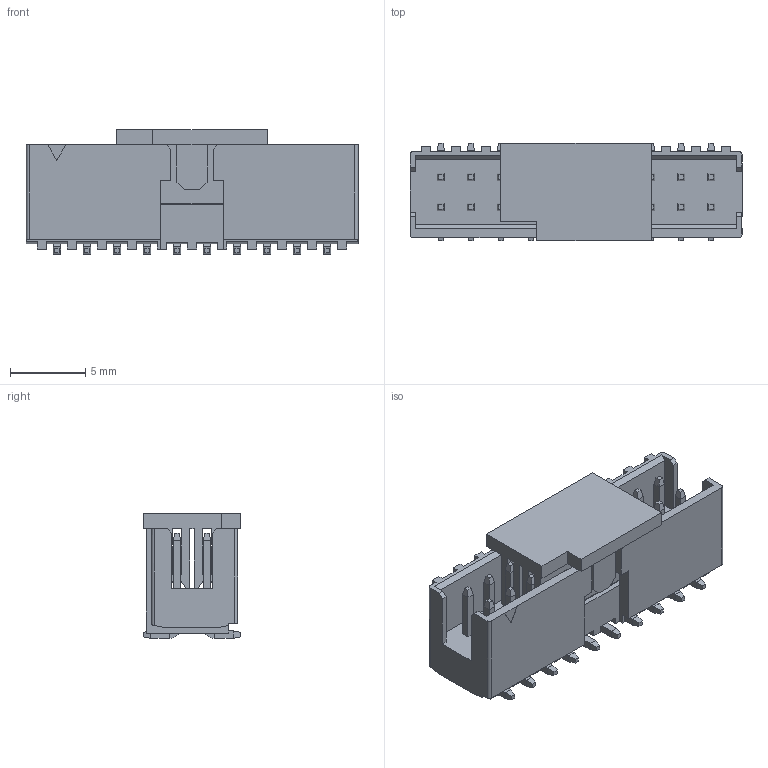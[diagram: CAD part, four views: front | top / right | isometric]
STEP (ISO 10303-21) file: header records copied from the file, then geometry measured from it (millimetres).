
FILE_DESCRIPTION( ('This file contains a STEP AP42 implementation' ,'as created by ZW3D STEP Interface translator.') ,'2;1' );
FILE_NAME( '3122-XXMXXBK00X2.stp' ,'2312 7. 837 6', (''), ('ZWCAD Software Co.'), 'Version 1.0', 'ZW3D to STEP translator', '' );
FILE_SCHEMA(('AUTOMOTIVE_DESIGN { 1 0 10303 214 1 1 1 1 }'));
Length unit declared in the file: millimetre
Products named in the file (1): 0
Bounding box: 22.1 x 6.5 x 8.3 mm (x, y, z)
Volume: 639.3 mm3; surface area: 1600.7 mm2
Topology: 2 solids, 2 shells, 773 faces, 1812 edges, 1084 vertices
Faces by surface type: plane 710, cylinder 60, bspline 3
Entity records: 22283 total; most frequent: CARTESIAN_POINT 4411, ORIENTED_EDGE 3624, DIRECTION 3228, EDGE_CURVE 1812, VECTOR 1450, LINE 1450, VERTEX_POINT 1084, AXIS2_PLACEMENT_3D 889
